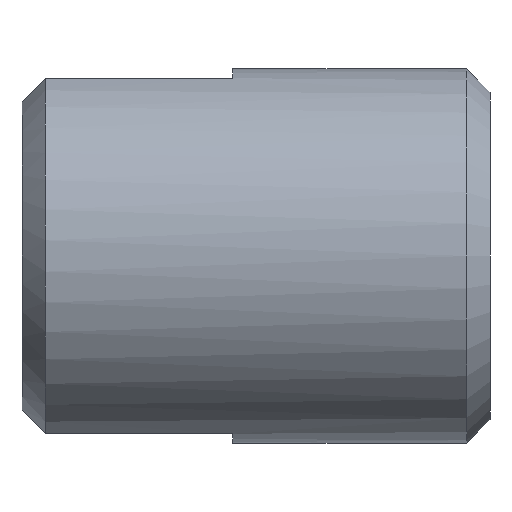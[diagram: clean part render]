
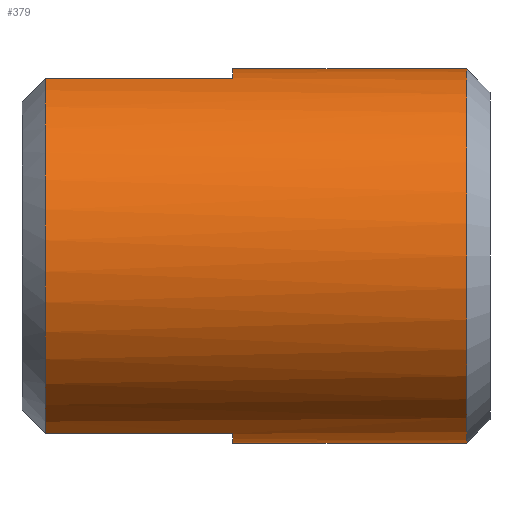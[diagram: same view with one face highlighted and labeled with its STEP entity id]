
A CAD part, left-side view. The second image highlights one B-rep face of the part: STEP entity #379.
In plain terms, the highlighted cylindrical face has radius 4 mm (diameter 8 mm), a partial arc.
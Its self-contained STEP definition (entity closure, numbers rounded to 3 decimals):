
#3 = ORIENTED_EDGE ( 'NONE', *, *, #586, .F. ) ;
#11 = CYLINDRICAL_SURFACE ( 'NONE', #450, 4. ) ;
#13 = ORIENTED_EDGE ( 'NONE', *, *, #336, .F. ) ;
#18 = DIRECTION ( 'NONE',  ( 0., -1., 0. ) ) ;
#19 = ORIENTED_EDGE ( 'NONE', *, *, #350, .T. ) ;
#21 = CARTESIAN_POINT ( 'NONE',  ( 0., 5.5, 4. ) ) ;
#28 = DIRECTION ( 'NONE',  ( 0., 1., 0. ) ) ;
#40 = CIRCLE ( 'NONE', #687, 4. ) ;
#47 = DIRECTION ( 'NONE',  ( 0., -1., 0. ) ) ;
#57 = VERTEX_POINT ( 'NONE', #310 ) ;
#79 = DIRECTION ( 'NONE',  ( 0., 0., 1. ) ) ;
#86 = EDGE_CURVE ( 'NONE', #508, #490, #277, .T. ) ;
#92 = LINE ( 'NONE', #371, #335 ) ;
#101 = EDGE_CURVE ( 'NONE', #508, #384, #259, .T. ) ;
#104 = CARTESIAN_POINT ( 'NONE',  ( 0., 0.5, 4. ) ) ;
#114 = CARTESIAN_POINT ( 'NONE',  ( 0., 10., 0. ) ) ;
#127 = ORIENTED_EDGE ( 'NONE', *, *, #579, .T. ) ;
#134 = ORIENTED_EDGE ( 'NONE', *, *, #86, .F. ) ;
#152 = DIRECTION ( 'NONE',  ( 0., 1., 0. ) ) ;
#158 = DIRECTION ( 'NONE',  ( 0., 0., 1. ) ) ;
#163 = CARTESIAN_POINT ( 'NONE',  ( -1.25, 10., -3.8 ) ) ;
#184 = CARTESIAN_POINT ( 'NONE',  ( -1.25, 10., 3.8 ) ) ;
#197 = CARTESIAN_POINT ( 'NONE',  ( 0., 5.5, -4. ) ) ;
#202 = AXIS2_PLACEMENT_3D ( 'NONE', #696, #583, #230 ) ;
#209 = VERTEX_POINT ( 'NONE', #197 ) ;
#215 = ORIENTED_EDGE ( 'NONE', *, *, #473, .T. ) ;
#218 = AXIS2_PLACEMENT_3D ( 'NONE', #466, #28, #298 ) ;
#223 = EDGE_CURVE ( 'NONE', #209, #421, #92, .T. ) ;
#230 = DIRECTION ( 'NONE',  ( 0., 0., 1. ) ) ;
#237 = ORIENTED_EDGE ( 'NONE', *, *, #101, .T. ) ;
#240 = DIRECTION ( 'NONE',  ( 0., 1., 0. ) ) ;
#259 = LINE ( 'NONE', #184, #296 ) ;
#275 = VECTOR ( 'NONE', #18, 1000. ) ;
#277 = CIRCLE ( 'NONE', #422, 4. ) ;
#285 = CARTESIAN_POINT ( 'NONE',  ( -1.25, 9.5, -3.8 ) ) ;
#296 = VECTOR ( 'NONE', #240, 1000. ) ;
#298 = DIRECTION ( 'NONE',  ( 0., 0., 1. ) ) ;
#310 = CARTESIAN_POINT ( 'NONE',  ( -1.25, 5.5, -3.8 ) ) ;
#328 = VERTEX_POINT ( 'NONE', #104 ) ;
#335 = VECTOR ( 'NONE', #434, 1000. ) ;
#336 = EDGE_CURVE ( 'NONE', #209, #57, #40, .T. ) ;
#350 = EDGE_CURVE ( 'NONE', #461, #57, #566, .T. ) ;
#371 = CARTESIAN_POINT ( 'NONE',  ( 0., 10., -4. ) ) ;
#379 = ADVANCED_FACE ( 'NONE', ( #516 ), #11, .T. ) ;
#384 = VERTEX_POINT ( 'NONE', #458 ) ;
#400 = DIRECTION ( 'NONE',  ( 0., -1., 0. ) ) ;
#402 = DIRECTION ( 'NONE',  ( 0., 0., -1. ) ) ;
#417 = VECTOR ( 'NONE', #47, 1000. ) ;
#418 = DIRECTION ( 'NONE',  ( 0., 1., 0. ) ) ;
#421 = VERTEX_POINT ( 'NONE', #628 ) ;
#422 = AXIS2_PLACEMENT_3D ( 'NONE', #472, #418, #79 ) ;
#434 = DIRECTION ( 'NONE',  ( 0., -1., 0. ) ) ;
#450 = AXIS2_PLACEMENT_3D ( 'NONE', #114, #400, #402 ) ;
#458 = CARTESIAN_POINT ( 'NONE',  ( -1.25, 9.5, 3.8 ) ) ;
#461 = VERTEX_POINT ( 'NONE', #285 ) ;
#466 = CARTESIAN_POINT ( 'NONE',  ( 0., 0.5, 0. ) ) ;
#472 = CARTESIAN_POINT ( 'NONE',  ( 0., 5.5, 0. ) ) ;
#473 = EDGE_CURVE ( 'NONE', #421, #328, #714, .T. ) ;
#490 = VERTEX_POINT ( 'NONE', #21 ) ;
#508 = VERTEX_POINT ( 'NONE', #691 ) ;
#516 = FACE_OUTER_BOUND ( 'NONE', #658, .T. ) ;
#539 = LINE ( 'NONE', #697, #275 ) ;
#557 = CARTESIAN_POINT ( 'NONE',  ( 0., 5.5, 0. ) ) ;
#566 = LINE ( 'NONE', #163, #417 ) ;
#579 = EDGE_CURVE ( 'NONE', #384, #461, #681, .T. ) ;
#583 = DIRECTION ( 'NONE',  ( 0., -1., 0. ) ) ;
#586 = EDGE_CURVE ( 'NONE', #490, #328, #539, .T. ) ;
#628 = CARTESIAN_POINT ( 'NONE',  ( 0., 0.5, -4. ) ) ;
#658 = EDGE_LOOP ( 'NONE', ( #3, #134, #237, #127, #19, #13, #720, #215 ) ) ;
#681 = CIRCLE ( 'NONE', #202, 4. ) ;
#687 = AXIS2_PLACEMENT_3D ( 'NONE', #557, #152, #158 ) ;
#691 = CARTESIAN_POINT ( 'NONE',  ( -1.25, 5.5, 3.8 ) ) ;
#696 = CARTESIAN_POINT ( 'NONE',  ( 0., 9.5, 0. ) ) ;
#697 = CARTESIAN_POINT ( 'NONE',  ( 0., 10., 4. ) ) ;
#714 = CIRCLE ( 'NONE', #218, 4. ) ;
#720 = ORIENTED_EDGE ( 'NONE', *, *, #223, .T. ) ;
